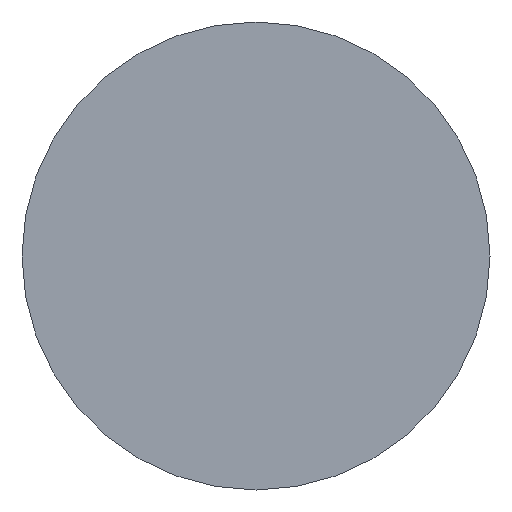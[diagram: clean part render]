
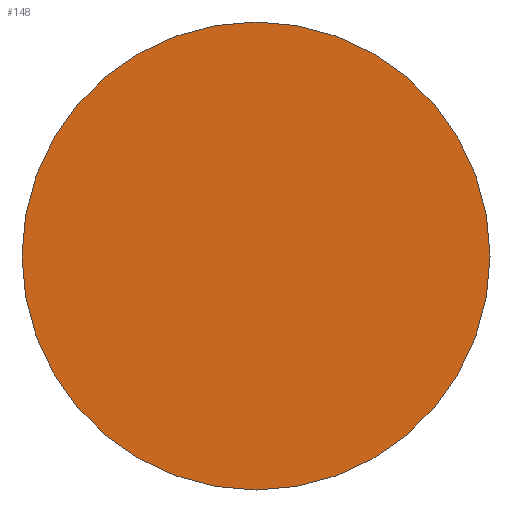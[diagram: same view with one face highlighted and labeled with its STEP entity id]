
A CAD part, left-side view. The second image highlights one B-rep face of the part: STEP entity #148.
In plain terms, the highlighted planar face has unit normal (-1, 0, 0).
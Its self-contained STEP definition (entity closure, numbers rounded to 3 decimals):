
#4 = VERTEX_POINT ( 'NONE', #33 ) ;
#10 = CARTESIAN_POINT ( 'NONE',  ( 57.532, 32.611, 0. ) ) ;
#25 = CARTESIAN_POINT ( 'NONE',  ( 57.532, 32.611, -12.5 ) ) ;
#27 = ORIENTED_EDGE ( 'NONE', *, *, #157, .T. ) ;
#33 = CARTESIAN_POINT ( 'NONE',  ( 57.532, 32.611, 12.5 ) ) ;
#34 = ORIENTED_EDGE ( 'NONE', *, *, #81, .T. ) ;
#35 = DIRECTION ( 'NONE',  ( 0., 0., -1. ) ) ;
#37 = PLANE ( 'NONE',  #141 ) ;
#40 = AXIS2_PLACEMENT_3D ( 'NONE', #10, #124, #150 ) ;
#48 = CARTESIAN_POINT ( 'NONE',  ( 57.532, 32.611, 0. ) ) ;
#60 = DIRECTION ( 'NONE',  ( -1., 0., 0. ) ) ;
#62 = DIRECTION ( 'NONE',  ( 0., 0., 1. ) ) ;
#65 = CIRCLE ( 'NONE', #40, 12.5 ) ;
#81 = EDGE_CURVE ( 'NONE', #102, #4, #65, .T. ) ;
#82 = FACE_OUTER_BOUND ( 'NONE', #100, .T. ) ;
#88 = CIRCLE ( 'NONE', #125, 12.5 ) ;
#100 = EDGE_LOOP ( 'NONE', ( #27, #34 ) ) ;
#102 = VERTEX_POINT ( 'NONE', #25 ) ;
#113 = CARTESIAN_POINT ( 'NONE',  ( 57.532, 32.611, 0. ) ) ;
#124 = DIRECTION ( 'NONE',  ( -1., 0., 0. ) ) ;
#125 = AXIS2_PLACEMENT_3D ( 'NONE', #113, #60, #62 ) ;
#127 = DIRECTION ( 'NONE',  ( 1., 0., 0. ) ) ;
#141 = AXIS2_PLACEMENT_3D ( 'NONE', #48, #127, #35 ) ;
#148 = ADVANCED_FACE ( 'NONE', ( #82 ), #37, .F. ) ;
#150 = DIRECTION ( 'NONE',  ( 0., 0., 1. ) ) ;
#157 = EDGE_CURVE ( 'NONE', #4, #102, #88, .T. ) ;
